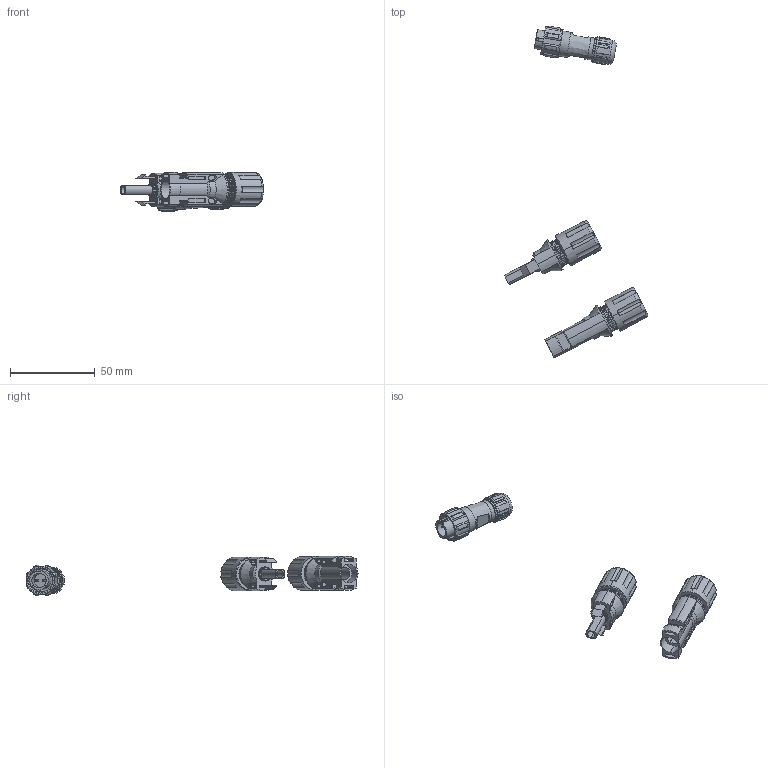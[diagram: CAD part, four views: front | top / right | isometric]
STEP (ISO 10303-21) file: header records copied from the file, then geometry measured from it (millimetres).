
FILE_DESCRIPTION(('FreeCAD Model'),'2;1');
FILE_NAME('Open CASCADE Shape Model','2026-01-29T13:40:08',(''),(''), 'Open CASCADE STEP processor 7.7','FreeCAD','Unknown');
FILE_SCHEMA(('AUTOMOTIVE_DESIGN { 1 0 10303 214 1 1 1 1 }'));
Length unit declared in the file: millimetre
Products named in the file (11): uVerter; MC4_male; MC4_female; JH1310P2; Weipu_SP1310_P2; Weipu_SP1310_P001; Weipu_SP1310_P002; Weipu_SP1310_P003; Weipu_SP1310_P004; Weipu_SP1310_P005; Weipu_SP1310_P006
Assembly tree (10 placements, depth 3):
  uVerter
    MC4_male
    MC4_female
    JH1310P2
      Weipu_SP1310_P2
      Weipu_SP1310_P001
      Weipu_SP1310_P002
      Weipu_SP1310_P003
      Weipu_SP1310_P004
      Weipu_SP1310_P005
      Weipu_SP1310_P006
Bounding box: 84.53 x 195.83 x 23.09 mm (x, y, z)
Volume: 26289 mm3; surface area: 19515.4 mm2
Topology: 9 solids, 9 shells, 648 faces, 1763 edges, 1183 vertices
Faces by surface type: bspline 347, plane 152, cylinder 123, torus 16, cone 10
Entity records: 23582 total; most frequent: CARTESIAN_POINT 10450, ORIENTED_EDGE 3522, EDGE_CURVE 1761, DIRECTION 1584, VERTEX_POINT 1183, FACE_BOUND 720, EDGE_LOOP 720, ADVANCED_FACE 648
